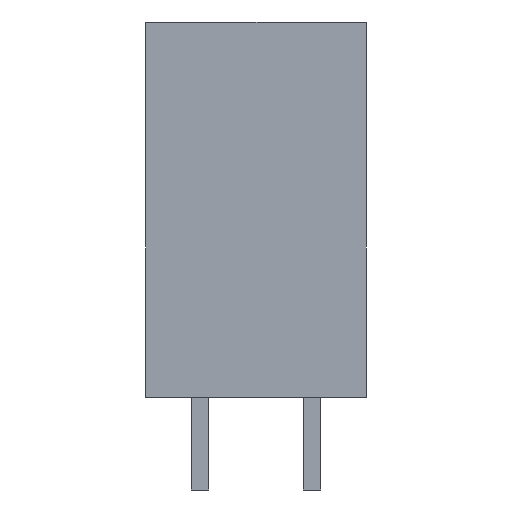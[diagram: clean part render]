
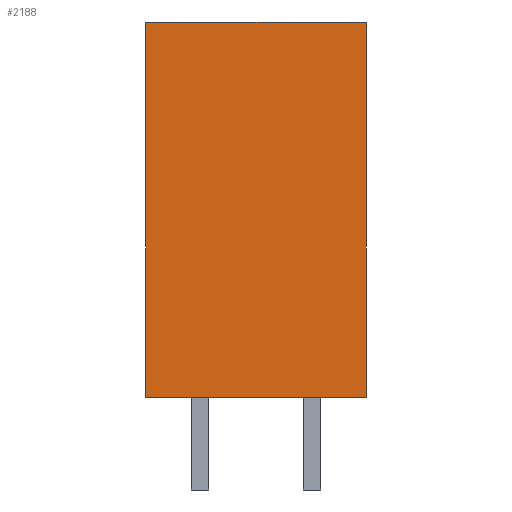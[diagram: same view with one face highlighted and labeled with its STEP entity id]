
A CAD part, left-side view. The second image highlights one B-rep face of the part: STEP entity #2188.
In plain terms, the highlighted planar face has unit normal (-1, 0, 0).
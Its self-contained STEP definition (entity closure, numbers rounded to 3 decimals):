
#2093=CARTESIAN_POINT('',(-33.27,31.79,0.9));
#2094=VERTEX_POINT('',#2093);
#2095=CARTESIAN_POINT('',(-33.27,36.79,0.9));
#2096=VERTEX_POINT('',#2095);
#2097=CARTESIAN_POINT('',(-33.27,31.79,9.4));
#2098=VERTEX_POINT('',#2097);
#2099=CARTESIAN_POINT('',(-33.27,36.79,9.4));
#2100=VERTEX_POINT('',#2099);
#2111=DIRECTION('',(0.,0.,8.5));
#2112=VECTOR('',#2111,1.);
#2113=LINE('',#2093,#2112);
#2114=DIRECTION('',(0.,0.,8.5));
#2115=VECTOR('',#2114,1.);
#2116=LINE('',#2095,#2115);
#2132=DIRECTION('',(0.,5.,0.));
#2133=VECTOR('',#2132,1.);
#2134=LINE('',#2093,#2133);
#2135=DIRECTION('',(0.,5.,0.));
#2136=VECTOR('',#2135,1.);
#2137=LINE('',#2097,#2136);
#2150=EDGE_CURVE('',#2094,#2098,#2113,.T.);
#2151=ORIENTED_EDGE('',*,*,#2150,.T.);
#2153=EDGE_CURVE('',#2096,#2100,#2116,.T.);
#2155=ORIENTED_EDGE('',*,*,#2153,.F.);
#2156=EDGE_CURVE('',#2094,#2096,#2134,.T.);
#2158=ORIENTED_EDGE('',*,*,#2156,.F.);
#2165=EDGE_CURVE('',#2098,#2100,#2137,.T.);
#2166=ORIENTED_EDGE('',*,*,#2165,.T.);
#2183=EDGE_LOOP('',(#2158,#2151,#2166,#2155));
#2184=FACE_OUTER_BOUND('',#2183,.T.);
#2185=DIRECTION('',(-51.3,0.,0.));
#2186=AXIS2_PLACEMENT_3D('',#2093,#2185,$);
#2187=PLANE('',#2186);
#2188=ADVANCED_FACE('',(#2184),#2187,.T.);
